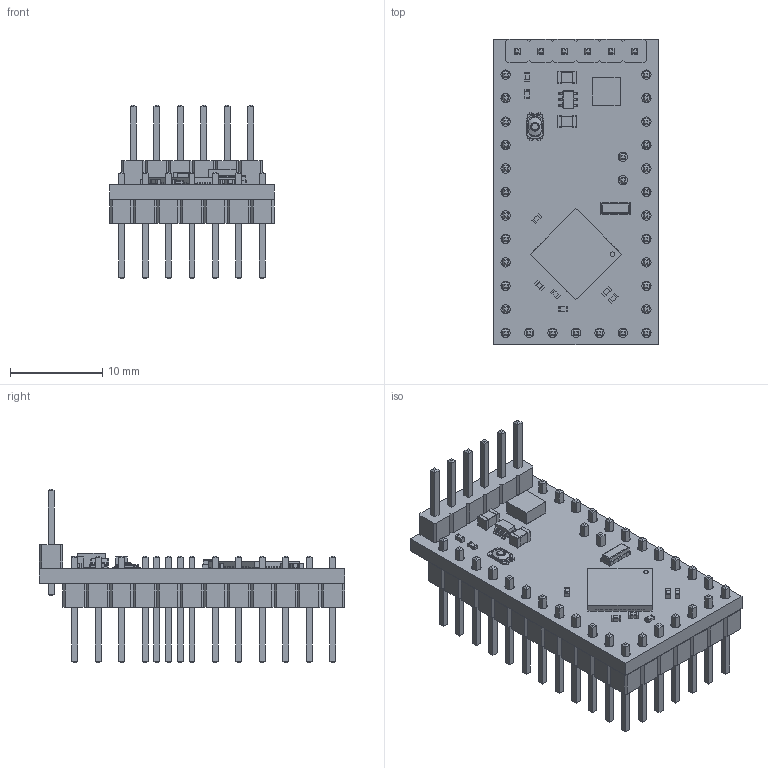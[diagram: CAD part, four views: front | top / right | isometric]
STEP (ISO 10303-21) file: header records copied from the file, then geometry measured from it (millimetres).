
FILE_DESCRIPTION(('KiCad electronic assembly'),'2;1');
FILE_NAME('HB_Pro_Mini_ATMEGA1284P_FUEL4EP.step','2025-02-23T10:57:25',( 'Pcbnew'),('Kicad'),'Open CASCADE STEP processor 7.6', 'KiCad to STEP converter','Unknown');
FILE_SCHEMA(('AUTOMOTIVE_DESIGN { 1 0 10303 214 1 1 1 1 }'));
Length unit declared in the file: millimetre
Products named in the file (26): HB_Pro_Mini_ATMEGA1284P_FUEL4EP 1; C_0402_1005Metric; Resonator_SMD_Murata_CSTxExxV-3Pin_3.0x1.1mm; muRata_CSTxExxV; C_0805_2012Metric; SOT-363_SC-70-6; SOT_363_SC_70_6; EVPBB0AAB000; PinHeader_1x06_P2.54mm_Vertical; PinHeader_1x06_P254mm_Vertical; QFN-44-1EP_7x7mm_P0.5mm_EP5.15x5.15mm; QFN-44-1EP_7x7mm_Pitch0.5mm; FUEL4EP_Inductor_SMD_1; ASSEMBLY; R_0402_1005Metric; PinHeader_1x05_P2.54mm_Vertical; PinHeader_1x05_P254mm_Vertical; PinHeader_1x02_P2.54mm_Vertical; PinHeader_1x02_P254mm_Vertical; PinHeader_1x12_P2.54mm_Vertical; PinHeader_1x12_P254mm_Vertical; HB_Pro_Mini_ATMEGA1284P_FUEL4EP_PCB
Assembly tree (33 placements, depth 3):
  HB_Pro_Mini_ATMEGA1284P_FUEL4EP 1
    C_0402_1005Metric  x6
      C_0402_1005Metric
    Resonator_SMD_Murata_CSTxExxV-3Pin_3.0x1.1mm
      muRata_CSTxExxV
    C_0805_2012Metric  x2
      C_0805_2012Metric
    SOT-363_SC-70-6
      SOT_363_SC_70_6
    EVPBB0AAB000
      EVPBB0AAB000
    PinHeader_1x06_P2.54mm_Vertical
      PinHeader_1x06_P254mm_Vertical
    QFN-44-1EP_7x7mm_P0.5mm_EP5.15x5.15mm
      QFN-44-1EP_7x7mm_Pitch0.5mm
    FUEL4EP_Inductor_SMD_1
      ASSEMBLY
    R_0402_1005Metric  x2
      R_0402_1005Metric
    PinHeader_1x05_P2.54mm_Vertical
      PinHeader_1x05_P254mm_Vertical
    PinHeader_1x02_P2.54mm_Vertical
      PinHeader_1x02_P254mm_Vertical
    PinHeader_1x12_P2.54mm_Vertical  x2
      PinHeader_1x12_P254mm_Vertical
    HB_Pro_Mini_ATMEGA1284P_FUEL4EP_PCB
Bounding box: 17.78 x 33.02 x 18.78 mm (x, y, z)
Volume: 1685.9 mm3; surface area: 3626.7 mm2
Topology: 31 solids, 31 shells, 1958 faces, 5054 edges, 3302 vertices
Faces by surface type: plane 1617, cylinder 295, bspline 32, sphere 8, torus 4, cone 2
Full cylindrical faces by diameter (mm): 0.2 x25, 0.5 x1, 1 x37
Entity records: 53577 total; most frequent: CARTESIAN_POINT 8182, ORIENTED_EDGE 7608, DIRECTION 7226, EDGE_CURVE 3804, LINE 3358, VECTOR 3358, VERTEX_POINT 2438, AXIS2_PLACEMENT_3D 1934
